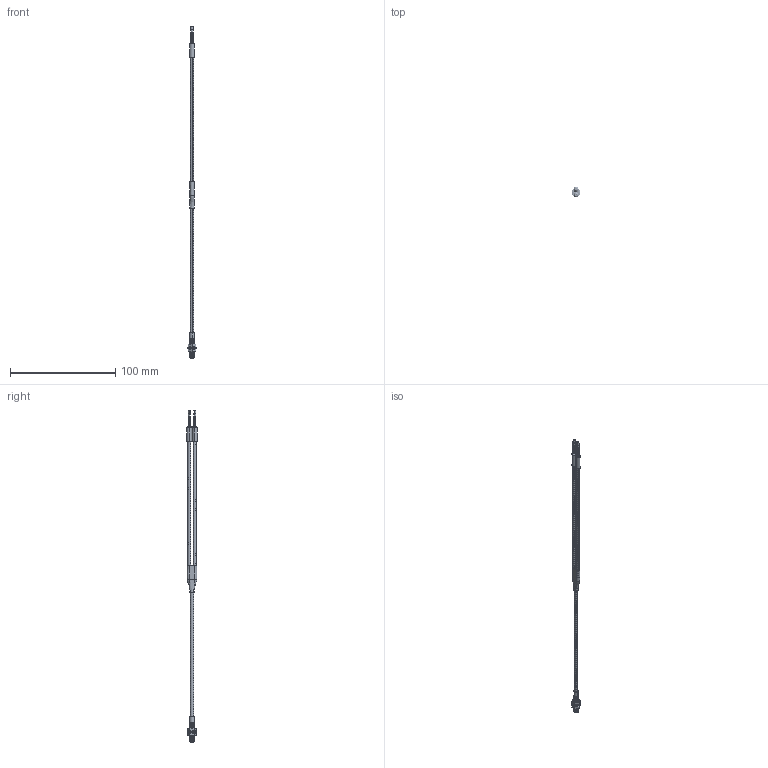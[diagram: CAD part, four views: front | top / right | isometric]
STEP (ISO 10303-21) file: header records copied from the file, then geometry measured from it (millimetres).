
FILE_DESCRIPTION((''),'2;1');
FILE_NAME('161936_ASM','2016-02-01T',('pdmadmin'),(''),'PRO/ENGINEER BY PARAMETRIC TECHNOLOGY CORPORATION, 2013230','PRO/ENGINEER BY PARAMETRIC TECHNOLOGY CORPORATION, 2013230','');
FILE_SCHEMA(('CONFIG_CONTROL_DESIGN'));
Length unit declared in the file: inch
Products named in the file (9): 111770; 110533; 110532; 110534; 113844; 40845; 111401; FIBER_CORE_9X_-25_010_1X_-5_020; 161936_ASM
Assembly tree (11 placements, depth 2):
  161936_ASM
    111770
    110533  x2
    110532  x2
    110534
    113844
    40845
    111401  x2
    FIBER_CORE_9X_-25_010_1X_-5_020
Bounding box: 8 x 9.78 x 315.18 mm (x, y, z)
Volume: 1945.2 mm3; surface area: 15857.7 mm2
Topology: 24 solids, 26 shells, 1231 faces, 2554 edges, 1371 vertices
Faces by surface type: torus 400, cone 272, cylinder 264, bspline 214, plane 81
Entity records: 50472 total; most frequent: CARTESIAN_POINT 34927, DIRECTION 3260, ORIENTED_EDGE 3140, EDGE_CURVE 1572, AXIS2_PLACEMENT_3D 1357, VERTEX_POINT 869, EDGE_LOOP 759, CIRCLE 744
